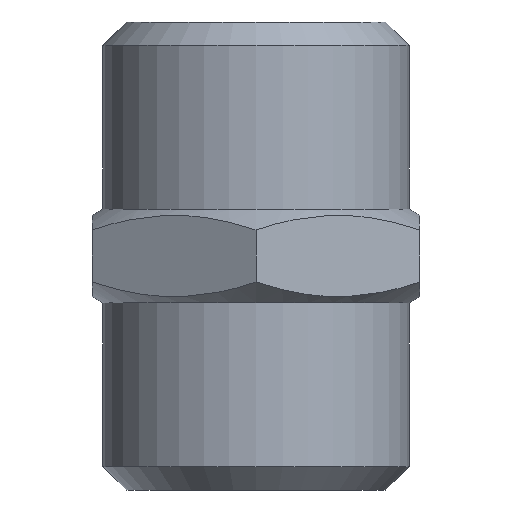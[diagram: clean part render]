
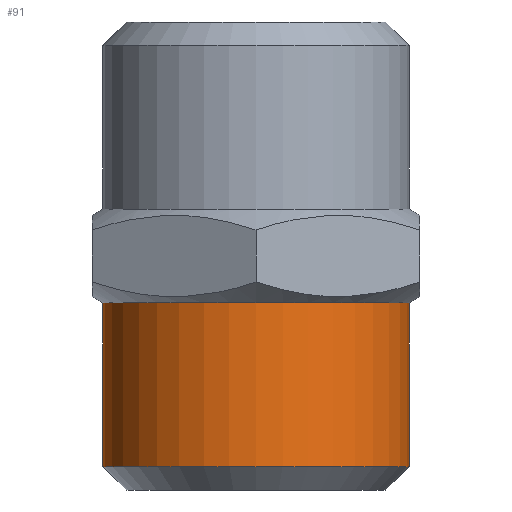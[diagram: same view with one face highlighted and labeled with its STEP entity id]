
A CAD part, front view. The second image highlights one B-rep face of the part: STEP entity #91.
In plain terms, the highlighted cylindrical face has radius 6.55 mm (diameter 13.1 mm), a full revolution.
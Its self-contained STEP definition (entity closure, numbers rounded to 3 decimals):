
#49=CARTESIAN_POINT('',(-6.55,0.,1.0));
#50=VERTEX_POINT('',#49);
#51=CARTESIAN_POINT('',(0.0,0.0,1.0));
#52=DIRECTION('',(0.0,0.0,-1.0));
#53=DIRECTION('',(1.0,0.0,0.0));
#54=AXIS2_PLACEMENT_3D('',#51,#52,#53);
#55=CIRCLE('',#54,6.55);
#56=EDGE_CURVE('',#50,#50,#55,.T.);
#72=CARTESIAN_POINT('',(0.0,0.0,0.0));
#73=DIRECTION('',(0.0,0.0,1.0));
#74=DIRECTION('',(1.0,0.0,0.0));
#75=AXIS2_PLACEMENT_3D('',#72,#73,#74);
#76=CYLINDRICAL_SURFACE('',#75,6.55);
#77=CARTESIAN_POINT('',(-6.55,0.,8.0));
#78=VERTEX_POINT('',#77);
#79=CARTESIAN_POINT('',(0.0,0.0,8.0));
#80=DIRECTION('',(0.0,0.0,-1.0));
#81=DIRECTION('',(1.0,0.0,0.0));
#82=AXIS2_PLACEMENT_3D('',#79,#80,#81);
#83=CIRCLE('',#82,6.55);
#84=EDGE_CURVE('',#78,#78,#83,.T.);
#85=ORIENTED_EDGE('',*,*,#84,.T.);
#86=EDGE_LOOP('',(#85));
#87=FACE_OUTER_BOUND('',#86,.T.);
#88=ORIENTED_EDGE('',*,*,#56,.F.);
#89=EDGE_LOOP('',(#88));
#90=FACE_BOUND('',#89,.T.);
#91=ADVANCED_FACE('',(#87,#90),#76,.T.);
